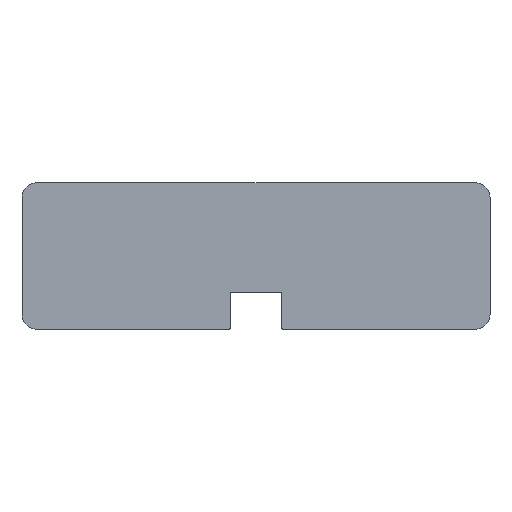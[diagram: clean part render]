
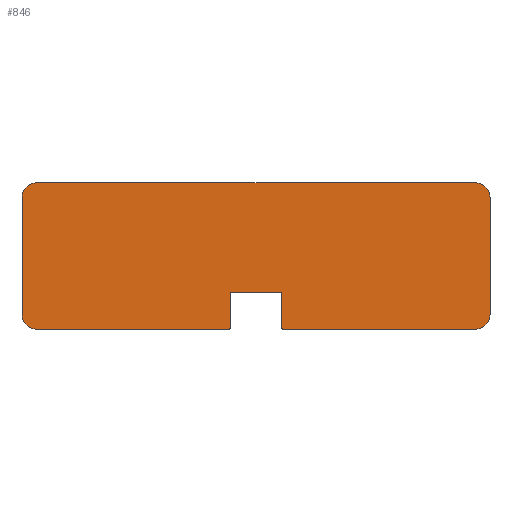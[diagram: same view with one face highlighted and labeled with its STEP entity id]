
A CAD part, front view. The second image highlights one B-rep face of the part: STEP entity #846.
In plain terms, the highlighted planar face has unit normal (0, -1, 0).
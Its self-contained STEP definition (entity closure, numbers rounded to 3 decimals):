
#22=PLANE('',#924);
#56=LINE('',#1374,#118);
#57=LINE('',#1377,#119);
#58=LINE('',#1379,#120);
#59=LINE('',#1381,#121);
#60=LINE('',#1385,#122);
#61=LINE('',#1389,#123);
#62=LINE('',#1393,#124);
#63=LINE('',#1396,#125);
#118=VECTOR('',#1075,10.);
#119=VECTOR('',#1078,10.);
#120=VECTOR('',#1079,10.);
#121=VECTOR('',#1080,10.);
#122=VECTOR('',#1083,10.);
#123=VECTOR('',#1086,10.);
#124=VECTOR('',#1089,10.);
#125=VECTOR('',#1092,10.);
#204=FACE_OUTER_BOUND('',#257,.T.);
#257=EDGE_LOOP('',(#609,#610,#611,#612,#613,#614,#615,#616,#617,#618,#619,
#620,#621,#622));
#309=CIRCLE('',#910,0.2);
#316=CIRCLE('',#922,2.);
#317=CIRCLE('',#925,0.2);
#318=CIRCLE('',#926,2.);
#319=CIRCLE('',#927,2.);
#320=CIRCLE('',#928,2.);
#374=VERTEX_POINT('',#1338);
#375=VERTEX_POINT('',#1339);
#384=VERTEX_POINT('',#1368);
#385=VERTEX_POINT('',#1370);
#386=VERTEX_POINT('',#1376);
#387=VERTEX_POINT('',#1378);
#388=VERTEX_POINT('',#1380);
#389=VERTEX_POINT('',#1382);
#390=VERTEX_POINT('',#1384);
#391=VERTEX_POINT('',#1386);
#392=VERTEX_POINT('',#1388);
#393=VERTEX_POINT('',#1390);
#394=VERTEX_POINT('',#1392);
#395=VERTEX_POINT('',#1394);
#452=EDGE_CURVE('',#374,#375,#309,.T.);
#468=EDGE_CURVE('',#384,#385,#316,.T.);
#470=EDGE_CURVE('',#384,#375,#56,.T.);
#471=EDGE_CURVE('',#374,#386,#57,.T.);
#472=EDGE_CURVE('',#386,#387,#58,.T.);
#473=EDGE_CURVE('',#387,#388,#59,.T.);
#474=EDGE_CURVE('',#389,#388,#317,.T.);
#475=EDGE_CURVE('',#389,#390,#60,.T.);
#476=EDGE_CURVE('',#391,#390,#318,.T.);
#477=EDGE_CURVE('',#391,#392,#61,.T.);
#478=EDGE_CURVE('',#393,#392,#319,.T.);
#479=EDGE_CURVE('',#393,#394,#62,.T.);
#480=EDGE_CURVE('',#395,#394,#320,.T.);
#481=EDGE_CURVE('',#395,#385,#63,.T.);
#609=ORIENTED_EDGE('',*,*,#452,.F.);
#610=ORIENTED_EDGE('',*,*,#471,.T.);
#611=ORIENTED_EDGE('',*,*,#472,.T.);
#612=ORIENTED_EDGE('',*,*,#473,.T.);
#613=ORIENTED_EDGE('',*,*,#474,.F.);
#614=ORIENTED_EDGE('',*,*,#475,.T.);
#615=ORIENTED_EDGE('',*,*,#476,.F.);
#616=ORIENTED_EDGE('',*,*,#477,.T.);
#617=ORIENTED_EDGE('',*,*,#478,.F.);
#618=ORIENTED_EDGE('',*,*,#479,.T.);
#619=ORIENTED_EDGE('',*,*,#480,.F.);
#620=ORIENTED_EDGE('',*,*,#481,.T.);
#621=ORIENTED_EDGE('',*,*,#468,.F.);
#622=ORIENTED_EDGE('',*,*,#470,.T.);
#846=ADVANCED_FACE('',(#204),#22,.F.);
#910=AXIS2_PLACEMENT_3D('',#1340,#1037,#1038);
#922=AXIS2_PLACEMENT_3D('',#1371,#1070,#1071);
#924=AXIS2_PLACEMENT_3D('',#1375,#1076,#1077);
#925=AXIS2_PLACEMENT_3D('',#1383,#1081,#1082);
#926=AXIS2_PLACEMENT_3D('',#1387,#1084,#1085);
#927=AXIS2_PLACEMENT_3D('',#1391,#1087,#1088);
#928=AXIS2_PLACEMENT_3D('',#1395,#1090,#1091);
#1037=DIRECTION('center_axis',(0.,1.,0.));
#1038=DIRECTION('ref_axis',(0.707,0.,-0.707));
#1070=DIRECTION('center_axis',(0.,1.,0.));
#1071=DIRECTION('ref_axis',(-0.707,0.,-0.707));
#1075=DIRECTION('',(1.,0.,0.));
#1076=DIRECTION('center_axis',(0.,1.,0.));
#1077=DIRECTION('ref_axis',(1.,0.,0.));
#1078=DIRECTION('',(0.,0.,1.));
#1079=DIRECTION('',(1.,0.,0.));
#1080=DIRECTION('',(0.,0.,-1.));
#1081=DIRECTION('center_axis',(0.,1.,0.));
#1082=DIRECTION('ref_axis',(-0.707,0.,-0.707));
#1083=DIRECTION('',(1.,0.,0.));
#1084=DIRECTION('center_axis',(0.,1.,0.));
#1085=DIRECTION('ref_axis',(0.707,0.,-0.707));
#1086=DIRECTION('',(0.,0.,1.));
#1087=DIRECTION('center_axis',(0.,1.,0.));
#1088=DIRECTION('ref_axis',(0.707,0.,0.707));
#1089=DIRECTION('',(-1.,0.,0.));
#1090=DIRECTION('center_axis',(0.,1.,0.));
#1091=DIRECTION('ref_axis',(-0.707,0.,0.707));
#1092=DIRECTION('',(0.,0.,-1.));
#1338=CARTESIAN_POINT('',(-3.5,0.,-9.8));
#1339=CARTESIAN_POINT('',(-3.7,0.,-10.));
#1340=CARTESIAN_POINT('Origin',(-3.7,0.,-9.8));
#1368=CARTESIAN_POINT('',(-30.,0.,-10.));
#1370=CARTESIAN_POINT('',(-32.,0.,-8.));
#1371=CARTESIAN_POINT('Origin',(-30.,0.,-8.));
#1374=CARTESIAN_POINT('',(-32.,0.,-10.));
#1375=CARTESIAN_POINT('Origin',(0.,0.,0.));
#1376=CARTESIAN_POINT('',(-3.5,0.,-5.));
#1377=CARTESIAN_POINT('',(-3.5,0.,-10.));
#1378=CARTESIAN_POINT('',(3.5,0.,-5.));
#1379=CARTESIAN_POINT('',(-3.5,0.,-5.));
#1380=CARTESIAN_POINT('',(3.5,0.,-9.8));
#1381=CARTESIAN_POINT('',(3.5,0.,-5.));
#1382=CARTESIAN_POINT('',(3.7,0.,-10.));
#1383=CARTESIAN_POINT('Origin',(3.7,0.,-9.8));
#1384=CARTESIAN_POINT('',(30.,0.,-10.));
#1385=CARTESIAN_POINT('',(-32.,0.,-10.));
#1386=CARTESIAN_POINT('',(32.,0.,-8.));
#1387=CARTESIAN_POINT('Origin',(30.,0.,-8.));
#1388=CARTESIAN_POINT('',(32.,0.,8.));
#1389=CARTESIAN_POINT('',(32.,0.,-10.));
#1390=CARTESIAN_POINT('',(30.,0.,10.));
#1391=CARTESIAN_POINT('Origin',(30.,0.,8.));
#1392=CARTESIAN_POINT('',(-30.,0.,10.));
#1393=CARTESIAN_POINT('',(32.,0.,10.));
#1394=CARTESIAN_POINT('',(-32.,0.,8.));
#1395=CARTESIAN_POINT('Origin',(-30.,0.,8.));
#1396=CARTESIAN_POINT('',(-32.,0.,10.));
